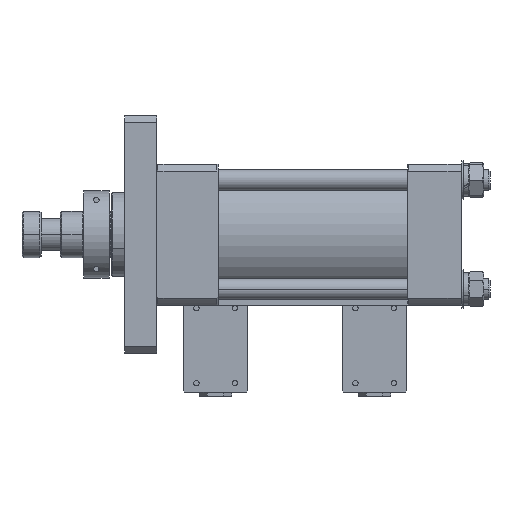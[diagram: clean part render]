
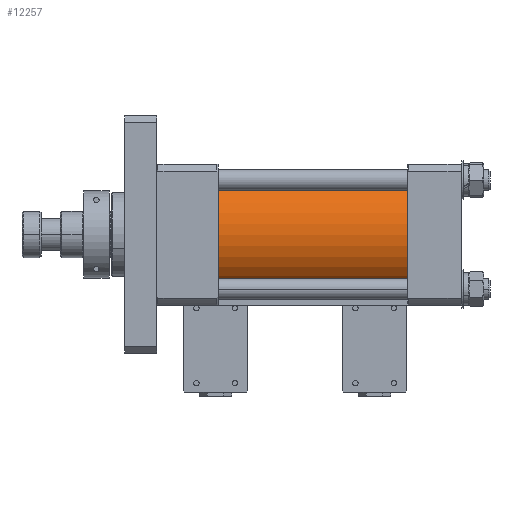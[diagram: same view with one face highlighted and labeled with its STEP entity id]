
A CAD part, front view. The second image highlights one B-rep face of the part: STEP entity #12257.
In plain terms, the highlighted cylindrical face has radius 50 mm (diameter 100 mm), a partial arc.
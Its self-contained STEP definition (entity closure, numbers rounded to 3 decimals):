
#10647 = EDGE_CURVE ( '����2', #11921, #11994, #24701, .T. ) ;
#11920 = EDGE_CURVE ( 'NONE', #12021, #11921, #25461, .T. ) ;
#11921 = VERTEX_POINT ( 'NONE', #25457 ) ;
#11994 = VERTEX_POINT ( 'NONE', #25447 ) ;
#11998 = EDGE_CURVE ( 'NONE', #12030, #11994, #25525, .T. ) ;
#12021 = VERTEX_POINT ( 'NONE', #25513 ) ;
#12030 = VERTEX_POINT ( 'NONE', #25502 ) ;
#12045 = EDGE_CURVE ( '����3', #12021, #12030, #25495, .T. ) ;
#12046 = ORIENTED_EDGE ( 'NONE', *, *, #11998, .T. ) ;
#12047 = ORIENTED_EDGE ( 'NONE', *, *, #10647, .F. ) ;
#12257 = ADVANCED_FACE ( '��1', ( #25542 ), #25535, .T. ) ;
#12259 = EDGE_LOOP ( 'NONE', ( #12261, #12263, #12046, #12047 ) ) ;
#12261 = ORIENTED_EDGE ( 'NONE', *, *, #11920, .F. ) ;
#12263 = ORIENTED_EDGE ( 'NONE', *, *, #12045, .T. ) ;
#24697 = DIRECTION ( 'NONE',  ( 0., 0., -1. ) ) ;
#24698 = DIRECTION ( 'NONE',  ( 1., 0., 0. ) ) ;
#24699 = CARTESIAN_POINT ( 'NONE',  ( -0.5, 0., 0. ) ) ;
#24700 = AXIS2_PLACEMENT_3D ( 'NONE', #24699, #24698, #24697 ) ;
#24701 = CIRCLE ( 'NONE', #24700, 50. ) ;
#25447 = CARTESIAN_POINT ( 'NONE',  ( -0.5, 0., -50. ) ) ;
#25457 = CARTESIAN_POINT ( 'NONE',  ( -0.5, 0., 50. ) ) ;
#25458 = DIRECTION ( 'NONE',  ( 1., 0., 0. ) ) ;
#25459 = VECTOR ( 'NONE', #25458, 1000. ) ;
#25460 = CARTESIAN_POINT ( 'NONE',  ( 0., 0., 50. ) ) ;
#25461 = LINE ( 'NONE', #25460, #25459 ) ;
#25479 = DIRECTION ( 'NONE',  ( 0., 0., -1. ) ) ;
#25480 = DIRECTION ( 'NONE',  ( 1., 0., 0. ) ) ;
#25481 = CARTESIAN_POINT ( 'NONE',  ( -147.5, 0., 0. ) ) ;
#25482 = AXIS2_PLACEMENT_3D ( 'NONE', #25481, #25480, #25479 ) ;
#25495 = CIRCLE ( 'NONE', #25482, 50. ) ;
#25502 = CARTESIAN_POINT ( 'NONE',  ( -147.5, 0., -50. ) ) ;
#25513 = CARTESIAN_POINT ( 'NONE',  ( -147.5, 0., 50. ) ) ;
#25521 = DIRECTION ( 'NONE',  ( 1., 0., 0. ) ) ;
#25523 = VECTOR ( 'NONE', #25521, 1000. ) ;
#25524 = CARTESIAN_POINT ( 'NONE',  ( 0., 0., -50. ) ) ;
#25525 = LINE ( 'NONE', #25524, #25523 ) ;
#25532 = DIRECTION ( 'NONE',  ( 0., 0., -1. ) ) ;
#25533 = DIRECTION ( 'NONE',  ( 1., 0., 0. ) ) ;
#25534 = AXIS2_PLACEMENT_3D ( 'NONE', #25541, #25533, #25532 ) ;
#25535 = CYLINDRICAL_SURFACE ( 'NONE', #25534, 50. ) ;
#25541 = CARTESIAN_POINT ( 'NONE',  ( 0., 0., 0. ) ) ;
#25542 = FACE_OUTER_BOUND ( 'NONE', #12259, .T. ) ;
